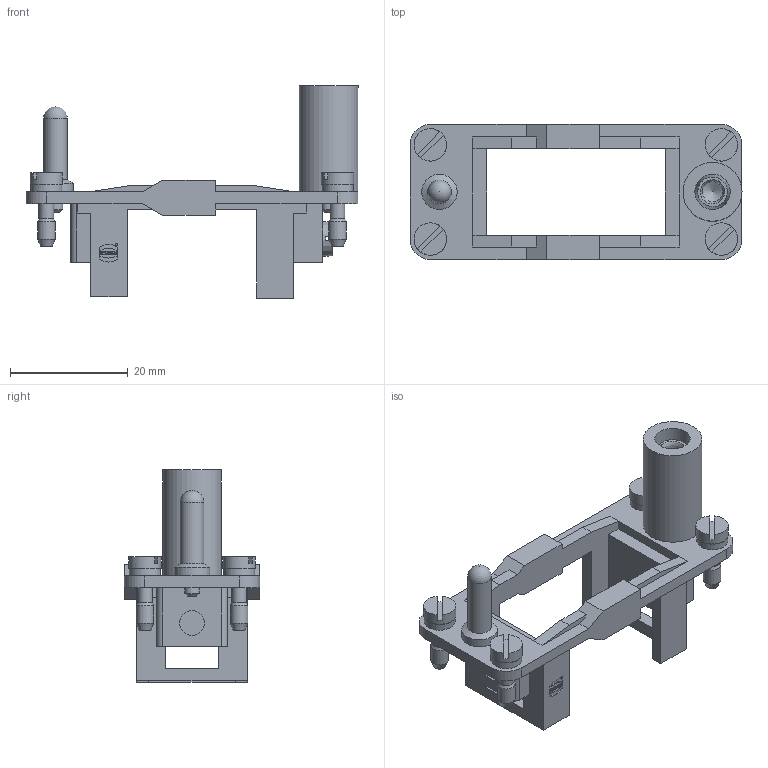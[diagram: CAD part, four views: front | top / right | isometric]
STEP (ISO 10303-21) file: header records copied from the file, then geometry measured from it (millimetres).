
FILE_DESCRIPTION(/* description */ (''),/* implementation_level */ '2;1');
FILE_NAME(/* name */ '100095125ugm000_e.stp',/* time_stamp */ '2020-01-21T16:03:30+01:00',/* author */ (''),/* organization */ (''),/* preprocessor_version */ 'ST-DEVELOPER v16.7',/* originating_system */ 'SIEMENS PLM Software NX 12.0',/* authorisation */ '');
FILE_SCHEMA (('AUTOMOTIVE_DESIGN { 1 0 10303 214 3 1 1 1 }'));
Length unit declared in the file: millimetre
Products named in the file (1): 100095125ugm000_e
Bounding box: 56.4 x 23 x 36.05 mm (x, y, z)
Volume: 6420.5 mm3; surface area: 6255.2 mm2
Topology: 1 solids, 1 shells, 251 faces, 689 edges, 468 vertices
Faces by surface type: plane 194, cylinder 36, cone 13, revolution 5, extrusion 2, sphere 1
Full cylindrical faces by diameter (mm): 0.404 x1, 2.5 x6, 3 x4, 4 x1, 4.2 x2, 5.3 x4, 5.5 x4, 6 x2, 10 x1
Entity records: 9542 total; most frequent: CARTESIAN_POINT 1588, ORIENTED_EDGE 1244, DIRECTION 1201, EDGE_CURVE 622, VECTOR 484, LINE 482, VERTEX_POINT 444, AXIS2_PLACEMENT_3D 356
